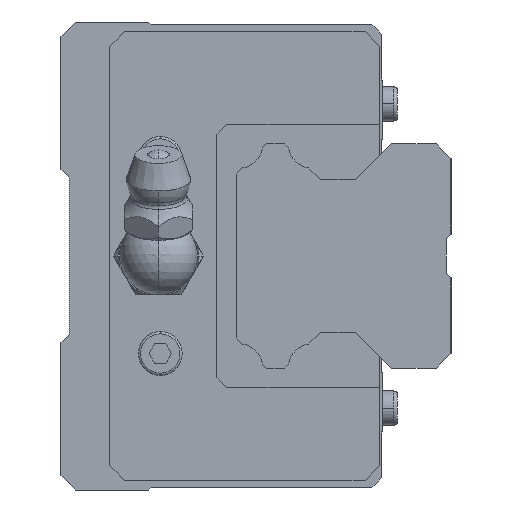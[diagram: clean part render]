
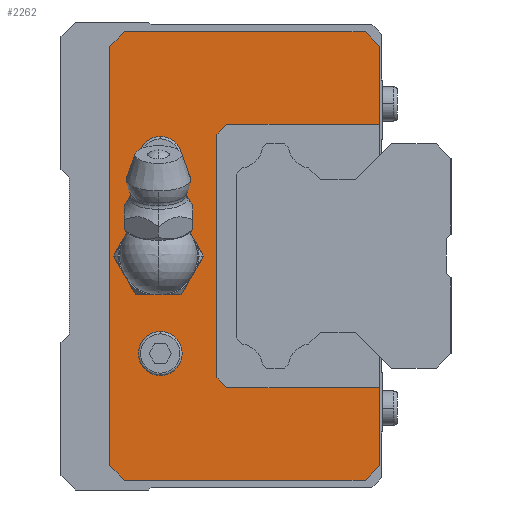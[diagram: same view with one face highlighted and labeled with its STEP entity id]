
A CAD part, left-side view. The second image highlights one B-rep face of the part: STEP entity #2262.
In plain terms, the highlighted planar face has unit normal (-1, 0, 0).
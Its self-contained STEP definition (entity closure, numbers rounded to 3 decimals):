
#1942 = VERTEX_POINT( '', #5386 );
#2206 = EDGE_CURVE( '', #4266, #3290, #5685, .T. );
#2246 = VERTEX_POINT( '', #5734 );
#2262 = ADVANCED_FACE( '', ( #5750, #5751, #5752, #5753 ), #5754, .F. );
#2292 = EDGE_CURVE( '', #2246, #3778, #5785, .T. );
#2302 = VERTEX_POINT( '', #5796 );
#2358 = VERTEX_POINT( '', #5859 );
#2364 = EDGE_CURVE( '', #4646, #2302, #5865, .T. );
#2500 = EDGE_CURVE( '', #2752, #4330, #6012, .T. );
#2512 = EDGE_CURVE( '', #2720, #4354, #6024, .T. );
#2556 = VERTEX_POINT( '', #6072 );
#2666 = EDGE_CURVE( '', #3290, #2556, #6194, .T. );
#2720 = VERTEX_POINT( '', #6254 );
#2752 = VERTEX_POINT( '', #6288 );
#2788 = EDGE_CURVE( '', #4878, #4646, #6328, .T. );
#2848 = EDGE_CURVE( '', #2302, #3670, #6398, .T. );
#2884 = EDGE_CURVE( '', #3938, #3458, #6438, .T. );
#2984 = EDGE_CURVE( '', #4330, #2752, #6543, .T. );
#3290 = VERTEX_POINT( '', #6884 );
#3458 = VERTEX_POINT( '', #7063 );
#3492 = VERTEX_POINT( '', #7099 );
#3638 = EDGE_CURVE( '', #4354, #4540, #7253, .T. );
#3670 = VERTEX_POINT( '', #7289 );
#3778 = VERTEX_POINT( '', #7411 );
#3852 = EDGE_CURVE( '', #3458, #3938, #7495, .T. );
#3938 = VERTEX_POINT( '', #7589 );
#4058 = EDGE_CURVE( '', #5146, #4266, #7718, .T. );
#4266 = VERTEX_POINT( '', #7951 );
#4278 = EDGE_CURVE( '', #4540, #3778, #7965, .T. );
#4316 = EDGE_CURVE( '', #3492, #2358, #8006, .T. );
#4330 = VERTEX_POINT( '', #8023 );
#4354 = VERTEX_POINT( '', #8048 );
#4372 = EDGE_CURVE( '', #4878, #1942, #8067, .T. );
#4380 = EDGE_CURVE( '', #1942, #2720, #8075, .T. );
#4540 = VERTEX_POINT( '', #8249 );
#4646 = VERTEX_POINT( '', #8360 );
#4750 = EDGE_CURVE( '', #3670, #5146, #8477, .T. );
#4758 = EDGE_CURVE( '', #2556, #2246, #8485, .T. );
#4878 = VERTEX_POINT( '', #8625 );
#4988 = EDGE_CURVE( '', #2358, #3492, #8748, .T. );
#5146 = VERTEX_POINT( '', #8919 );
#5386 = CARTESIAN_POINT( '', ( 40.9, 23., -13.5 ) );
#5685 = LINE( '', #9681, #9682 );
#5734 = CARTESIAN_POINT( '', ( 40.9, 7.317, 21.5 ) );
#5750 = FACE_BOUND( '', #9771, .T. );
#5751 = FACE_BOUND( '', #9772, .T. );
#5752 = FACE_BOUND( '', #9773, .T. );
#5753 = FACE_OUTER_BOUND( '', #9774, .T. );
#5754 = PLANE( '', #9775 );
#5785 = LINE( '', #9834, #9835 );
#5796 = CARTESIAN_POINT( '', ( 40.9, 8.817, -23. ) );
#5859 = CARTESIAN_POINT( '', ( 40.9, 32.067, 10. ) );
#5865 = LINE( '', #9949, #9950 );
#6012 = CIRCLE( '', #10150, 2.25 );
#6024 = LINE( '', #10166, #10167 );
#6072 = CARTESIAN_POINT( '', ( 40.9, 8.817, 23. ) );
#6194 = LINE( '', #10398, #10399 );
#6254 = CARTESIAN_POINT( '', ( 40.9, 24., -12.5 ) );
#6288 = CARTESIAN_POINT( '', ( 40.9, 32.067, -10. ) );
#6328 = LINE( '', #10588, #10589 );
#6398 = LINE( '', #10677, #10678 );
#6438 = CIRCLE( '', #10736, 3. );
#6543 = CIRCLE( '', #10913, 2.25 );
#6884 = CARTESIAN_POINT( '', ( 40.9, 33.5, 23. ) );
#7063 = CARTESIAN_POINT( '', ( 40.9, 33., 0. ) );
#7099 = CARTESIAN_POINT( '', ( 40.9, 27.567, 10. ) );
#7253 = LINE( '', #11932, #11933 );
#7289 = CARTESIAN_POINT( '', ( 40.9, 33.5, -23. ) );
#7411 = CARTESIAN_POINT( '', ( 40.9, 7.317, 13.5 ) );
#7495 = CIRCLE( '', #12269, 3. );
#7589 = CARTESIAN_POINT( '', ( 40.9, 27., 0. ) );
#7718 = LINE( '', #12585, #12586 );
#7951 = CARTESIAN_POINT( '', ( 40.9, 35., 21.5 ) );
#7965 = LINE( '', #12956, #12957 );
#8006 = CIRCLE( '', #13022, 2.25 );
#8023 = CARTESIAN_POINT( '', ( 40.9, 27.567, -10. ) );
#8048 = CARTESIAN_POINT( '', ( 40.9, 24., 12.5 ) );
#8067 = LINE( '', #13105, #13106 );
#8075 = LINE( '', #13119, #13120 );
#8249 = CARTESIAN_POINT( '', ( 40.9, 23., 13.5 ) );
#8360 = CARTESIAN_POINT( '', ( 40.9, 7.317, -21.5 ) );
#8477 = LINE( '', #13678, #13679 );
#8485 = LINE( '', #13690, #13691 );
#8625 = CARTESIAN_POINT( '', ( 40.9, 7.317, -13.5 ) );
#8748 = CIRCLE( '', #14046, 2.25 );
#8919 = CARTESIAN_POINT( '', ( 40.9, 35., -21.5 ) );
#9681 = CARTESIAN_POINT( '', ( 40.9, 32.25, 24.25 ) );
#9682 = VECTOR( '', #14950, 1. );
#9771 = EDGE_LOOP( '', ( #15036, #15037 ) );
#9772 = EDGE_LOOP( '', ( #15038, #15039 ) );
#9773 = EDGE_LOOP( '', ( #15040, #15041 ) );
#9774 = EDGE_LOOP( '', ( #15042, #15043, #15044, #15045, #15046, #15047, #15048, #15049, #15050, #15051, #15052, #15053, #15054, #15055 ) );
#9775 = AXIS2_PLACEMENT_3D( '', #15056, #15057, #15058 );
#9834 = CARTESIAN_POINT( '', ( 40.9, 7.317, -10.75 ) );
#9835 = VECTOR( '', #15079, 1. );
#9949 = CARTESIAN_POINT( '', ( 40.9, 2.238, -16.421 ) );
#9950 = VECTOR( '', #15205, 1. );
#10150 = AXIS2_PLACEMENT_3D( '', #15359, #15360, #15361 );
#10166 = CARTESIAN_POINT( '', ( 40.9, 24., -6.25 ) );
#10167 = VECTOR( '', #15366, 1. );
#10398 = CARTESIAN_POINT( '', ( 40.9, 7.159, 23. ) );
#10399 = VECTOR( '', #15550, 1. );
#10588 = CARTESIAN_POINT( '', ( 40.9, 7.317, -10.75 ) );
#10589 = VECTOR( '', #15688, 1. );
#10677 = CARTESIAN_POINT( '', ( 40.9, 19.5, -23. ) );
#10678 = VECTOR( '', #15806, 1. );
#10736 = AXIS2_PLACEMENT_3D( '', #15855, #15856, #15857 );
#10913 = AXIS2_PLACEMENT_3D( '', #15949, #15950, #15951 );
#11932 = CARTESIAN_POINT( '', ( 40.9, 22.5, 14. ) );
#11933 = VECTOR( '', #16683, 1. );
#12269 = AXIS2_PLACEMENT_3D( '', #16984, #16985, #16986 );
#12585 = CARTESIAN_POINT( '', ( 40.9, 35., 10.75 ) );
#12586 = VECTOR( '', #17239, 1. );
#12956 = CARTESIAN_POINT( '', ( 40.9, 14.25, 13.5 ) );
#12957 = VECTOR( '', #17532, 1. );
#13022 = AXIS2_PLACEMENT_3D( '', #17564, #17565, #17566 );
#13105 = CARTESIAN_POINT( '', ( 40.9, 6.409, -13.5 ) );
#13106 = VECTOR( '', #17635, 1. );
#13119 = CARTESIAN_POINT( '', ( 40.9, 22., -14.5 ) );
#13120 = VECTOR( '', #17638, 1. );
#13678 = CARTESIAN_POINT( '', ( 40.9, 33., -23.5 ) );
#13679 = VECTOR( '', #18066, 1. );
#13690 = CARTESIAN_POINT( '', ( 40.9, 1.488, 15.671 ) );
#13691 = VECTOR( '', #18068, 1. );
#14046 = AXIS2_PLACEMENT_3D( '', #18405, #18406, #18407 );
#14950 = DIRECTION( '', ( 0., -0.707, 0.707 ) );
#15036 = ORIENTED_EDGE( '', *, *, #3852, .T. );
#15037 = ORIENTED_EDGE( '', *, *, #2884, .T. );
#15038 = ORIENTED_EDGE( '', *, *, #4988, .T. );
#15039 = ORIENTED_EDGE( '', *, *, #4316, .T. );
#15040 = ORIENTED_EDGE( '', *, *, #2500, .T. );
#15041 = ORIENTED_EDGE( '', *, *, #2984, .T. );
#15042 = ORIENTED_EDGE( '', *, *, #4372, .T. );
#15043 = ORIENTED_EDGE( '', *, *, #4380, .T. );
#15044 = ORIENTED_EDGE( '', *, *, #2512, .T. );
#15045 = ORIENTED_EDGE( '', *, *, #3638, .T. );
#15046 = ORIENTED_EDGE( '', *, *, #4278, .T. );
#15047 = ORIENTED_EDGE( '', *, *, #2292, .F. );
#15048 = ORIENTED_EDGE( '', *, *, #4758, .F. );
#15049 = ORIENTED_EDGE( '', *, *, #2666, .F. );
#15050 = ORIENTED_EDGE( '', *, *, #2206, .F. );
#15051 = ORIENTED_EDGE( '', *, *, #4058, .F. );
#15052 = ORIENTED_EDGE( '', *, *, #4750, .F. );
#15053 = ORIENTED_EDGE( '', *, *, #2848, .F. );
#15054 = ORIENTED_EDGE( '', *, *, #2364, .F. );
#15055 = ORIENTED_EDGE( '', *, *, #2788, .F. );
#15056 = CARTESIAN_POINT( '', ( 40.9, 5.5, 0. ) );
#15057 = DIRECTION( '', ( 1., 0., 0. ) );
#15058 = DIRECTION( '', ( 0., 0., -1. ) );
#15079 = DIRECTION( '', ( 0., 0., -1. ) );
#15205 = DIRECTION( '', ( 0., 0.707, -0.707 ) );
#15359 = CARTESIAN_POINT( '', ( 40.9, 29.817, -10. ) );
#15360 = DIRECTION( '', ( 1., 0., 0. ) );
#15361 = DIRECTION( '', ( 0., 1., 0. ) );
#15366 = DIRECTION( '', ( 0., 0., 1. ) );
#15550 = DIRECTION( '', ( 0., -1., 0. ) );
#15688 = DIRECTION( '', ( 0., 0., -1. ) );
#15806 = DIRECTION( '', ( 0., 1., 0. ) );
#15855 = CARTESIAN_POINT( '', ( 40.9, 30., 0. ) );
#15856 = DIRECTION( '', ( 1., 0., 0. ) );
#15857 = DIRECTION( '', ( 0., 1., 0. ) );
#15949 = CARTESIAN_POINT( '', ( 40.9, 29.817, -10. ) );
#15950 = DIRECTION( '', ( 1., 0., 0. ) );
#15951 = DIRECTION( '', ( 0., 1., 0. ) );
#16683 = DIRECTION( '', ( 0., -0.707, 0.707 ) );
#16984 = CARTESIAN_POINT( '', ( 40.9, 30., 0. ) );
#16985 = DIRECTION( '', ( 1., 0., 0. ) );
#16986 = DIRECTION( '', ( 0., 1., 0. ) );
#17239 = DIRECTION( '', ( 0., 0., 1. ) );
#17532 = DIRECTION( '', ( 0., -1., 0. ) );
#17564 = CARTESIAN_POINT( '', ( 40.9, 29.817, 10. ) );
#17565 = DIRECTION( '', ( 1., 0., 0. ) );
#17566 = DIRECTION( '', ( 0., 1., 0. ) );
#17635 = DIRECTION( '', ( 0., 1., 0. ) );
#17638 = DIRECTION( '', ( 0., 0.707, 0.707 ) );
#18066 = DIRECTION( '', ( 0., 0.707, 0.707 ) );
#18068 = DIRECTION( '', ( 0., -0.707, -0.707 ) );
#18405 = CARTESIAN_POINT( '', ( 40.9, 29.817, 10. ) );
#18406 = DIRECTION( '', ( 1., 0., 0. ) );
#18407 = DIRECTION( '', ( 0., 1., 0. ) );
